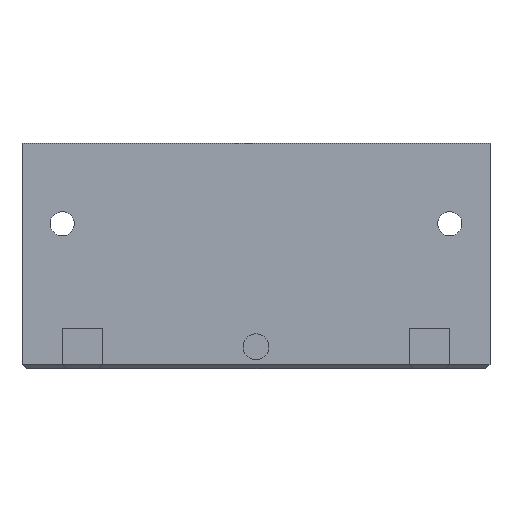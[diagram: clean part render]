
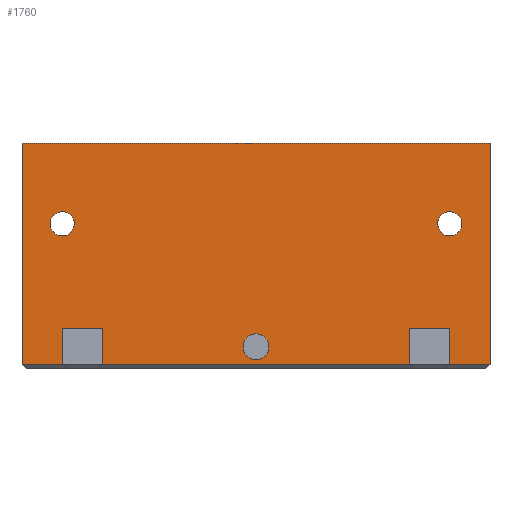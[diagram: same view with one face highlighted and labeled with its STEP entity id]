
A CAD part, front view. The second image highlights one B-rep face of the part: STEP entity #1760.
In plain terms, the highlighted planar face has unit normal (0, -1, 0).
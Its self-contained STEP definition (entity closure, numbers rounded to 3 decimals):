
#8 = LINE ( 'NONE', #484, #1193 ) ;
#10 = DIRECTION ( 'NONE',  ( 0., 0., -1. ) ) ;
#16 = VERTEX_POINT ( 'NONE', #240 ) ;
#20 = DIRECTION ( 'NONE',  ( 0., 0., 1. ) ) ;
#43 = CARTESIAN_POINT ( 'NONE',  ( 29., -82., 28. ) ) ;
#67 = CARTESIAN_POINT ( 'NONE',  ( -24., -82., 5. ) ) ;
#73 = DIRECTION ( 'NONE',  ( -1., 0., 0. ) ) ;
#97 = AXIS2_PLACEMENT_3D ( 'NONE', #854, #1307, #1735 ) ;
#103 = ORIENTED_EDGE ( 'NONE', *, *, #1842, .T. ) ;
#113 = CARTESIAN_POINT ( 'NONE',  ( 29., -82., 0. ) ) ;
#122 = FACE_BOUND ( 'NONE', #1791, .T. ) ;
#138 = ORIENTED_EDGE ( 'NONE', *, *, #995, .T. ) ;
#148 = EDGE_LOOP ( 'NONE', ( #1041, #1469 ) ) ;
#169 = DIRECTION ( 'NONE',  ( 1., 0., 0. ) ) ;
#175 = ORIENTED_EDGE ( 'NONE', *, *, #809, .T. ) ;
#176 = VERTEX_POINT ( 'NONE', #1295 ) ;
#191 = VERTEX_POINT ( 'NONE', #566 ) ;
#198 = CARTESIAN_POINT ( 'NONE',  ( 19., -82., 0.5 ) ) ;
#222 = VECTOR ( 'NONE', #450, 1000. ) ;
#226 = LINE ( 'NONE', #816, #1386 ) ;
#240 = CARTESIAN_POINT ( 'NONE',  ( 19., -82., 0.5 ) ) ;
#243 = DIRECTION ( 'NONE',  ( 1., 0., 0. ) ) ;
#253 = CARTESIAN_POINT ( 'NONE',  ( 0., -82., 2.75 ) ) ;
#266 = CIRCLE ( 'NONE', #549, 1.5 ) ;
#289 = VERTEX_POINT ( 'NONE', #1628 ) ;
#291 = VERTEX_POINT ( 'NONE', #295 ) ;
#295 = CARTESIAN_POINT ( 'NONE',  ( 29., -82., 28. ) ) ;
#337 = DIRECTION ( 'NONE',  ( -1., 0., 0. ) ) ;
#350 = VECTOR ( 'NONE', #1167, 1000. ) ;
#378 = CARTESIAN_POINT ( 'NONE',  ( 0., -82., 14. ) ) ;
#387 = FACE_BOUND ( 'NONE', #148, .T. ) ;
#395 = VERTEX_POINT ( 'NONE', #1553 ) ;
#404 = VECTOR ( 'NONE', #1222, 1000. ) ;
#442 = ORIENTED_EDGE ( 'NONE', *, *, #1576, .T. ) ;
#450 = DIRECTION ( 'NONE',  ( 0., 0., 1. ) ) ;
#452 = CIRCLE ( 'NONE', #1282, 1.6 ) ;
#457 = DIRECTION ( 'NONE',  ( 1., 0., 0. ) ) ;
#484 = CARTESIAN_POINT ( 'NONE',  ( -24., -82., 0.5 ) ) ;
#496 = CARTESIAN_POINT ( 'NONE',  ( -24., -82., 9.5 ) ) ;
#505 = DIRECTION ( 'NONE',  ( 1., 0., 0. ) ) ;
#507 = VERTEX_POINT ( 'NONE', #1011 ) ;
#510 = VERTEX_POINT ( 'NONE', #576 ) ;
#517 = VECTOR ( 'NONE', #20, 1000. ) ;
#530 = CIRCLE ( 'NONE', #714, 1.5 ) ;
#540 = CARTESIAN_POINT ( 'NONE',  ( 12., -82., 5. ) ) ;
#542 = FACE_OUTER_BOUND ( 'NONE', #1567, .T. ) ;
#549 = AXIS2_PLACEMENT_3D ( 'NONE', #1463, #1020, #1031 ) ;
#552 = CARTESIAN_POINT ( 'NONE',  ( 24., -82., 0.5 ) ) ;
#566 = CARTESIAN_POINT ( 'NONE',  ( -24., -82., 0.5 ) ) ;
#574 = ORIENTED_EDGE ( 'NONE', *, *, #1336, .T. ) ;
#576 = CARTESIAN_POINT ( 'NONE',  ( 22.5, -82., 18. ) ) ;
#595 = AXIS2_PLACEMENT_3D ( 'NONE', #378, #1875, #715 ) ;
#604 = EDGE_CURVE ( 'NONE', #1252, #289, #1301, .T. ) ;
#606 = CARTESIAN_POINT ( 'NONE',  ( -29., -82., 28. ) ) ;
#628 = EDGE_CURVE ( 'NONE', #1499, #395, #1709, .T. ) ;
#640 = EDGE_CURVE ( 'NONE', #649, #666, #993, .T. ) ;
#649 = VERTEX_POINT ( 'NONE', #974 ) ;
#666 = VERTEX_POINT ( 'NONE', #1871 ) ;
#694 = VERTEX_POINT ( 'NONE', #606 ) ;
#697 = EDGE_CURVE ( 'NONE', #1882, #1911, #737, .T. ) ;
#714 = AXIS2_PLACEMENT_3D ( 'NONE', #1148, #1730, #1002 ) ;
#715 = DIRECTION ( 'NONE',  ( 0., 0., -1. ) ) ;
#716 = ORIENTED_EDGE ( 'NONE', *, *, #1912, .T. ) ;
#737 = LINE ( 'NONE', #745, #222 ) ;
#745 = CARTESIAN_POINT ( 'NONE',  ( -19., -82., 7. ) ) ;
#749 = EDGE_CURVE ( 'NONE', #395, #1499, #452, .T. ) ;
#762 = EDGE_CURVE ( 'NONE', #1069, #649, #1175, .T. ) ;
#775 = VECTOR ( 'NONE', #1836, 1000. ) ;
#783 = ORIENTED_EDGE ( 'NONE', *, *, #1381, .F. ) ;
#799 = EDGE_CURVE ( 'NONE', #666, #16, #1467, .T. ) ;
#809 = EDGE_CURVE ( 'NONE', #1090, #191, #8, .T. ) ;
#816 = CARTESIAN_POINT ( 'NONE',  ( -9.5, -82., 5. ) ) ;
#824 = VECTOR ( 'NONE', #1885, 1000. ) ;
#840 = AXIS2_PLACEMENT_3D ( 'NONE', #253, #1450, #243 ) ;
#842 = LINE ( 'NONE', #113, #824 ) ;
#854 = CARTESIAN_POINT ( 'NONE',  ( -24., -82., 18. ) ) ;
#886 = CARTESIAN_POINT ( 'NONE',  ( 0., -82., 2.75 ) ) ;
#924 = CARTESIAN_POINT ( 'NONE',  ( 1.6, -82., 2.75 ) ) ;
#934 = ORIENTED_EDGE ( 'NONE', *, *, #640, .F. ) ;
#941 = CARTESIAN_POINT ( 'NONE',  ( 29., -82., 0.5 ) ) ;
#974 = CARTESIAN_POINT ( 'NONE',  ( 24., -82., 5. ) ) ;
#993 = LINE ( 'NONE', #540, #350 ) ;
#995 = EDGE_CURVE ( 'NONE', #507, #291, #842, .T. ) ;
#1002 = DIRECTION ( 'NONE',  ( -1., 0., 0. ) ) ;
#1011 = CARTESIAN_POINT ( 'NONE',  ( 29., -82., 0.5 ) ) ;
#1020 = DIRECTION ( 'NONE',  ( 0., 1., 0. ) ) ;
#1031 = DIRECTION ( 'NONE',  ( -1., 0., 0. ) ) ;
#1041 = ORIENTED_EDGE ( 'NONE', *, *, #1073, .T. ) ;
#1069 = VERTEX_POINT ( 'NONE', #552 ) ;
#1073 = EDGE_CURVE ( 'NONE', #176, #510, #530, .T. ) ;
#1079 = ORIENTED_EDGE ( 'NONE', *, *, #697, .F. ) ;
#1090 = VERTEX_POINT ( 'NONE', #1551 ) ;
#1119 = ORIENTED_EDGE ( 'NONE', *, *, #799, .F. ) ;
#1148 = CARTESIAN_POINT ( 'NONE',  ( 24., -82., 18. ) ) ;
#1167 = DIRECTION ( 'NONE',  ( -1., 0., 0. ) ) ;
#1175 = LINE ( 'NONE', #1636, #517 ) ;
#1176 = ORIENTED_EDGE ( 'NONE', *, *, #762, .F. ) ;
#1178 = AXIS2_PLACEMENT_3D ( 'NONE', #1534, #1661, #337 ) ;
#1193 = VECTOR ( 'NONE', #505, 1000. ) ;
#1211 = CARTESIAN_POINT ( 'NONE',  ( -22.5, -82., 18. ) ) ;
#1218 = ORIENTED_EDGE ( 'NONE', *, *, #604, .T. ) ;
#1222 = DIRECTION ( 'NONE',  ( 1., 0., 0. ) ) ;
#1232 = LINE ( 'NONE', #43, #775 ) ;
#1252 = VERTEX_POINT ( 'NONE', #1211 ) ;
#1282 = AXIS2_PLACEMENT_3D ( 'NONE', #886, #1607, #457 ) ;
#1295 = CARTESIAN_POINT ( 'NONE',  ( 25.5, -82., 18. ) ) ;
#1299 = VECTOR ( 'NONE', #1840, 1000. ) ;
#1301 = CIRCLE ( 'NONE', #97, 1.5 ) ;
#1303 = ORIENTED_EDGE ( 'NONE', *, *, #1318, .T. ) ;
#1307 = DIRECTION ( 'NONE',  ( 0., 1., 0. ) ) ;
#1310 = CARTESIAN_POINT ( 'NONE',  ( -19., -82., 5. ) ) ;
#1316 = ORIENTED_EDGE ( 'NONE', *, *, #628, .T. ) ;
#1318 = EDGE_CURVE ( 'NONE', #1069, #507, #1383, .T. ) ;
#1319 = LINE ( 'NONE', #1913, #1341 ) ;
#1336 = EDGE_CURVE ( 'NONE', #1882, #16, #1491, .T. ) ;
#1341 = VECTOR ( 'NONE', #10, 1000. ) ;
#1342 = ORIENTED_EDGE ( 'NONE', *, *, #1492, .F. ) ;
#1381 = EDGE_CURVE ( 'NONE', #1543, #191, #1832, .T. ) ;
#1383 = LINE ( 'NONE', #941, #404 ) ;
#1386 = VECTOR ( 'NONE', #73, 1000. ) ;
#1412 = PLANE ( 'NONE',  #595 ) ;
#1437 = VECTOR ( 'NONE', #1476, 1000. ) ;
#1450 = DIRECTION ( 'NONE',  ( 0., 1., 0. ) ) ;
#1463 = CARTESIAN_POINT ( 'NONE',  ( -24., -82., 18. ) ) ;
#1467 = LINE ( 'NONE', #1629, #1437 ) ;
#1469 = ORIENTED_EDGE ( 'NONE', *, *, #1577, .T. ) ;
#1476 = DIRECTION ( 'NONE',  ( 0., 0., -1. ) ) ;
#1491 = LINE ( 'NONE', #198, #1766 ) ;
#1492 = EDGE_CURVE ( 'NONE', #1911, #1543, #226, .T. ) ;
#1499 = VERTEX_POINT ( 'NONE', #924 ) ;
#1534 = CARTESIAN_POINT ( 'NONE',  ( 24., -82., 18. ) ) ;
#1543 = VERTEX_POINT ( 'NONE', #67 ) ;
#1551 = CARTESIAN_POINT ( 'NONE',  ( -29., -82., 0.5 ) ) ;
#1553 = CARTESIAN_POINT ( 'NONE',  ( -1.6, -82., 2.75 ) ) ;
#1567 = EDGE_LOOP ( 'NONE', ( #716, #175, #783, #1342, #1079, #574, #1119, #934, #1176, #1303, #138, #442 ) ) ;
#1576 = EDGE_CURVE ( 'NONE', #291, #694, #1232, .T. ) ;
#1577 = EDGE_CURVE ( 'NONE', #510, #176, #1855, .T. ) ;
#1580 = FACE_BOUND ( 'NONE', #1790, .T. ) ;
#1607 = DIRECTION ( 'NONE',  ( 0., 1., 0. ) ) ;
#1625 = CARTESIAN_POINT ( 'NONE',  ( -19., -82., 0.5 ) ) ;
#1628 = CARTESIAN_POINT ( 'NONE',  ( -25.5, -82., 18. ) ) ;
#1629 = CARTESIAN_POINT ( 'NONE',  ( 19., -82., 9.5 ) ) ;
#1636 = CARTESIAN_POINT ( 'NONE',  ( 24., -82., 7. ) ) ;
#1661 = DIRECTION ( 'NONE',  ( 0., 1., 0. ) ) ;
#1663 = ORIENTED_EDGE ( 'NONE', *, *, #749, .T. ) ;
#1709 = CIRCLE ( 'NONE', #840, 1.6 ) ;
#1730 = DIRECTION ( 'NONE',  ( 0., 1., 0. ) ) ;
#1735 = DIRECTION ( 'NONE',  ( -1., 0., 0. ) ) ;
#1760 = ADVANCED_FACE ( 'NONE', ( #542, #1580, #122, #387 ), #1412, .T. ) ;
#1766 = VECTOR ( 'NONE', #169, 1000. ) ;
#1790 = EDGE_LOOP ( 'NONE', ( #1316, #1663 ) ) ;
#1791 = EDGE_LOOP ( 'NONE', ( #1218, #103 ) ) ;
#1832 = LINE ( 'NONE', #496, #1299 ) ;
#1836 = DIRECTION ( 'NONE',  ( -1., 0., 0. ) ) ;
#1840 = DIRECTION ( 'NONE',  ( 0., 0., -1. ) ) ;
#1842 = EDGE_CURVE ( 'NONE', #289, #1252, #266, .T. ) ;
#1855 = CIRCLE ( 'NONE', #1178, 1.5 ) ;
#1871 = CARTESIAN_POINT ( 'NONE',  ( 19., -82., 5. ) ) ;
#1875 = DIRECTION ( 'NONE',  ( 0., -1., 0. ) ) ;
#1882 = VERTEX_POINT ( 'NONE', #1625 ) ;
#1885 = DIRECTION ( 'NONE',  ( 0., 0., 1. ) ) ;
#1911 = VERTEX_POINT ( 'NONE', #1310 ) ;
#1912 = EDGE_CURVE ( 'NONE', #694, #1090, #1319, .T. ) ;
#1913 = CARTESIAN_POINT ( 'NONE',  ( -29., -82., 28. ) ) ;
